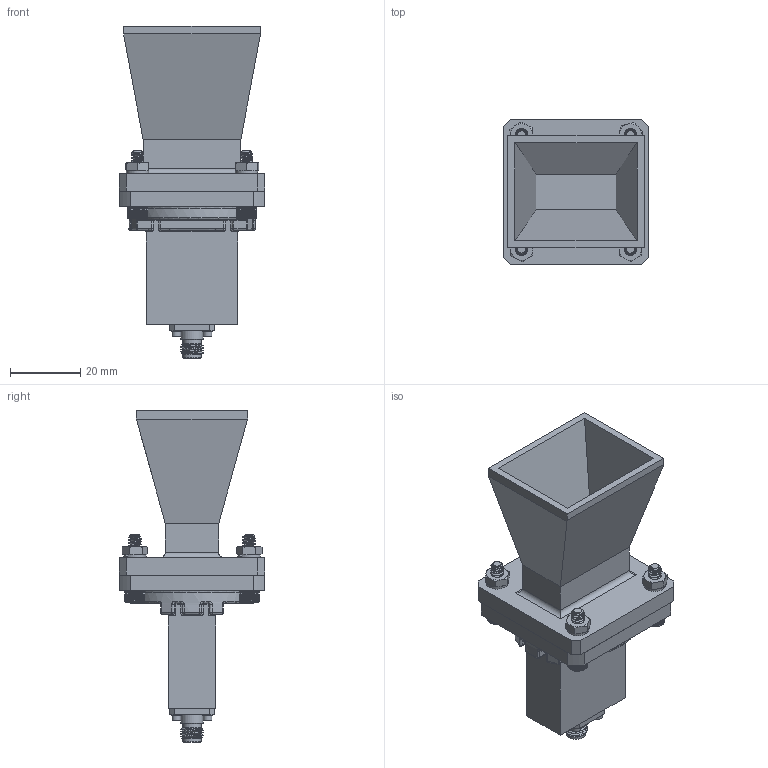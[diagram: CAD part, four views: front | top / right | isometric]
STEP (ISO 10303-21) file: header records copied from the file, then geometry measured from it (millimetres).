
FILE_DESCRIPTION (( 'STEP AP214' ), '1' );
FILE_NAME ('PEWAN090-10ELSF_3D.STEP', '2021-11-09T23:04:00', ( '' ), ( '' ), 'SwSTEP 2.0', 'SolidWorks 2021', '' );
FILE_SCHEMA (( 'AUTOMOTIVE_DESIGN' ));
Length unit declared in the file: inch
Products named in the file (6): PEWAN090-10; 6-32SH-HXx.625_92196A150; 6-32HN-NARROW_90730A007; 6-LW; PEWAN090-10ELSF_3D; PEWCA1075
Assembly tree (14 placements, depth 2):
  PEWAN090-10ELSF_3D
    6-32HN-NARROW_90730A007  x4
    6-32SH-HXx.625_92196A150  x4
    6-LW  x4
    PEWCA1075
    PEWAN090-10
Bounding box: 41.4 x 41.4 x 94.5 mm (x, y, z)
Volume: 33324.2 mm3; surface area: 25186.5 mm2
Topology: 14 solids, 19 shells, 1371 faces, 3080 edges, 1782 vertices
Faces by surface type: plane 721, cone 366, bspline 204, cylinder 80
Full cylindrical faces by diameter (mm): 1.016 x2, 1.27 x2, 1.524 x12, 1.854 x5, 2.438 x4, 2.946 x4, 4.293 x4, 4.3 x4, 4.521 x1, 5.08 x1, 5.334 x2, 6.35 x1, 36.116 x1
Entity records: 39948 total; most frequent: CARTESIAN_POINT 25640, ORIENTED_EDGE 2772, DIRECTION 1760, EDGE_CURVE 1386, VERTEX_POINT 828, B_SPLINE_CURVE_WITH_KNOTS 784, EDGE_LOOP 764, AXIS2_PLACEMENT_3D 705
